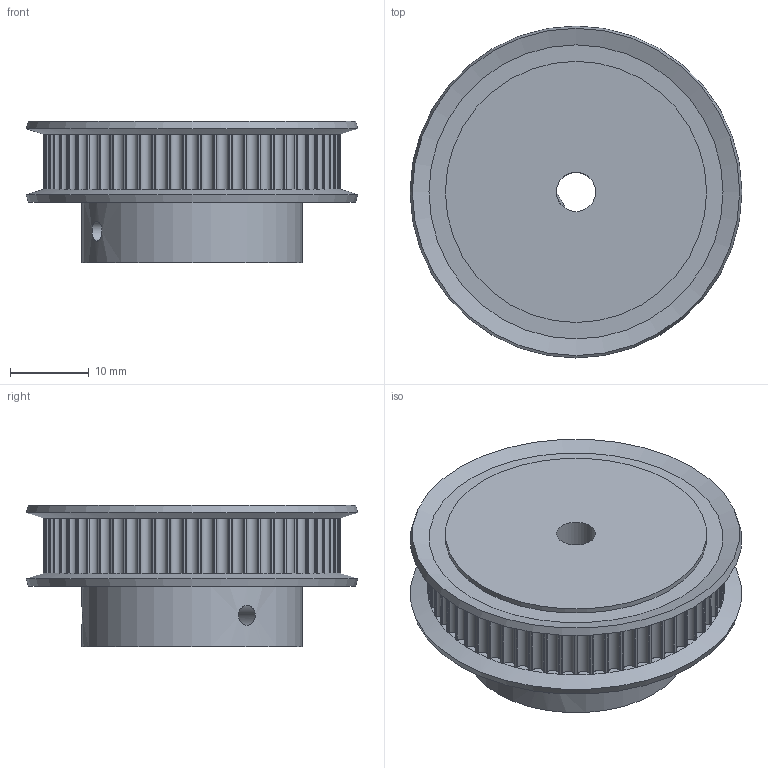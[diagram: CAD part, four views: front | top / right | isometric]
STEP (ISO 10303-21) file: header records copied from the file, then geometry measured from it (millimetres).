
FILE_DESCRIPTION(/* description */ ('STEP AP214'),/* implementation_level */ '2;1');
FILE_NAME(/* name */ 'GT2 Pulley Misumi Shape B 60T.step',/* time_stamp */ '2026-01-01T11:55:56-05:00',/* author */ (''),/* organization */ (''),/* preprocessor_version */ 'ST-DEVELOPER v20.1',/* originating_system */ 'Autodesk Translation Framework v14.21.0.0',/* authorisation */ '');
FILE_SCHEMA (('AUTOMOTIVE_DESIGN { 1 0 10303 214 3 1 1 }'));
Length unit declared in the file: millimetre
Products named in the file (1): GT2 Pulley Misumi Shape B 60T
Bounding box: 42.22 x 42.22 x 18 mm (x, y, z)
Volume: 15637.3 mm3; surface area: 6066.5 mm2
Topology: 1 solids, 1 shells, 377 faces, 881 edges, 508 vertices
Faces by surface type: cylinder 246, plane 125, cone 6
Full cylindrical faces by diameter (mm): 2.5 x2, 5 x1, 28 x1, 33.217 x2
Entity records: 11005 total; most frequent: DIRECTION 2249, CARTESIAN_POINT 1905, ORIENTED_EDGE 1762, AXIS2_PLACEMENT_3D 998, EDGE_CURVE 881, CIRCLE 620, VERTEX_POINT 508, EDGE_LOOP 385
